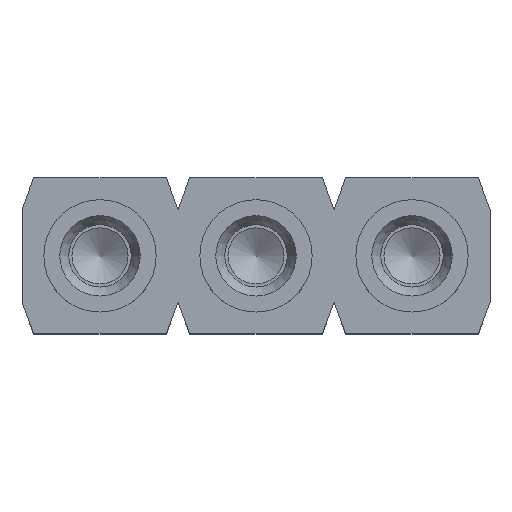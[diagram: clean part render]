
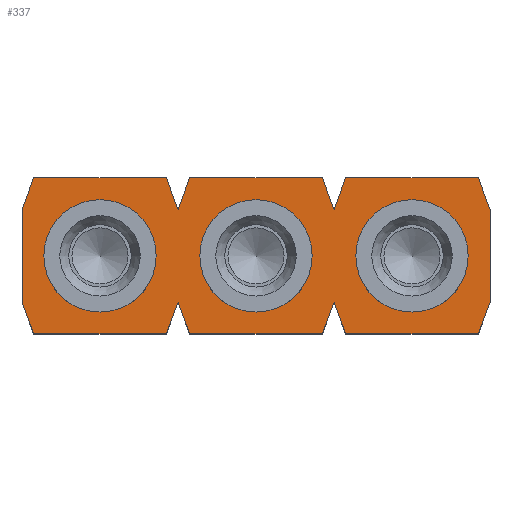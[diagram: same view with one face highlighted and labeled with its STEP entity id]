
A CAD part, top view. The second image highlights one B-rep face of the part: STEP entity #337.
In plain terms, the highlighted planar face has unit normal (0, 0, 1).
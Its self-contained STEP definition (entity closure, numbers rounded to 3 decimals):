
#22 = VERTEX_POINT('',#23);
#23 = CARTESIAN_POINT('',(-3.62,1.27,2.57));
#31 = EDGE_CURVE('',#32,#22,#34,.T.);
#32 = VERTEX_POINT('',#33);
#33 = CARTESIAN_POINT('',(-1.461,1.27,2.57));
#34 = LINE('',#35,#36);
#35 = CARTESIAN_POINT('',(3.81,1.27,2.57));
#36 = VECTOR('',#37,1.);
#37 = DIRECTION('',(-1.,0.,0.));
#62 = VERTEX_POINT('',#63);
#63 = CARTESIAN_POINT('',(-1.08,1.27,2.57));
#71 = EDGE_CURVE('',#72,#62,#74,.T.);
#72 = VERTEX_POINT('',#73);
#73 = CARTESIAN_POINT('',(1.08,1.27,2.57));
#74 = LINE('',#75,#76);
#75 = CARTESIAN_POINT('',(3.81,1.27,2.57));
#76 = VECTOR('',#77,1.);
#77 = DIRECTION('',(-1.,0.,0.));
#102 = VERTEX_POINT('',#103);
#103 = CARTESIAN_POINT('',(1.461,1.27,2.57));
#111 = EDGE_CURVE('',#112,#102,#114,.T.);
#112 = VERTEX_POINT('',#113);
#113 = CARTESIAN_POINT('',(3.62,1.27,2.57));
#114 = LINE('',#115,#116);
#115 = CARTESIAN_POINT('',(3.81,1.27,2.57));
#116 = VECTOR('',#117,1.);
#117 = DIRECTION('',(-1.,0.,0.));
#142 = VERTEX_POINT('',#143);
#143 = CARTESIAN_POINT('',(-3.81,0.762,2.57));
#160 = VERTEX_POINT('',#161);
#161 = CARTESIAN_POINT('',(-3.81,-0.762,2.57));
#167 = EDGE_CURVE('',#142,#160,#168,.T.);
#168 = LINE('',#169,#170);
#169 = CARTESIAN_POINT('',(-3.81,1.27,2.57));
#170 = VECTOR('',#171,1.);
#171 = DIRECTION('',(0.,-1.,0.));
#182 = VERTEX_POINT('',#183);
#183 = CARTESIAN_POINT('',(3.62,-1.27,2.57));
#191 = EDGE_CURVE('',#192,#182,#194,.T.);
#192 = VERTEX_POINT('',#193);
#193 = CARTESIAN_POINT('',(1.461,-1.27,2.57));
#194 = LINE('',#195,#196);
#195 = CARTESIAN_POINT('',(-3.81,-1.27,2.57));
#196 = VECTOR('',#197,1.);
#197 = DIRECTION('',(1.,0.,0.));
#222 = VERTEX_POINT('',#223);
#223 = CARTESIAN_POINT('',(1.08,-1.27,2.57));
#231 = EDGE_CURVE('',#232,#222,#234,.T.);
#232 = VERTEX_POINT('',#233);
#233 = CARTESIAN_POINT('',(-1.08,-1.27,2.57));
#234 = LINE('',#235,#236);
#235 = CARTESIAN_POINT('',(-3.81,-1.27,2.57));
#236 = VECTOR('',#237,1.);
#237 = DIRECTION('',(1.,0.,0.));
#262 = VERTEX_POINT('',#263);
#263 = CARTESIAN_POINT('',(-1.461,-1.27,2.57));
#271 = EDGE_CURVE('',#272,#262,#274,.T.);
#272 = VERTEX_POINT('',#273);
#273 = CARTESIAN_POINT('',(-3.62,-1.27,2.57));
#274 = LINE('',#275,#276);
#275 = CARTESIAN_POINT('',(-3.81,-1.27,2.57));
#276 = VECTOR('',#277,1.);
#277 = DIRECTION('',(1.,0.,0.));
#302 = VERTEX_POINT('',#303);
#303 = CARTESIAN_POINT('',(3.81,0.762,2.57));
#311 = EDGE_CURVE('',#312,#302,#314,.T.);
#312 = VERTEX_POINT('',#313);
#313 = CARTESIAN_POINT('',(3.81,-0.762,2.57));
#314 = LINE('',#315,#316);
#315 = CARTESIAN_POINT('',(3.81,-1.27,2.57));
#316 = VECTOR('',#317,1.);
#317 = DIRECTION('',(0.,1.,0.));
#337 = ADVANCED_FACE('',(#338,#349,#360,#371),#461,.T.);
#338 = FACE_BOUND('',#339,.T.);
#339 = EDGE_LOOP('',(#340));
#340 = ORIENTED_EDGE('',*,*,#341,.F.);
#341 = EDGE_CURVE('',#342,#342,#344,.T.);
#342 = VERTEX_POINT('',#343);
#343 = CARTESIAN_POINT('',(-1.88,0.,2.57));
#344 = CIRCLE('',#345,0.66);
#345 = AXIS2_PLACEMENT_3D('',#346,#347,#348);
#346 = CARTESIAN_POINT('',(-2.54,0.,2.57));
#347 = DIRECTION('',(0.,0.,1.));
#348 = DIRECTION('',(1.,0.,0.));
#349 = FACE_BOUND('',#350,.T.);
#350 = EDGE_LOOP('',(#351));
#351 = ORIENTED_EDGE('',*,*,#352,.F.);
#352 = EDGE_CURVE('',#353,#353,#355,.T.);
#353 = VERTEX_POINT('',#354);
#354 = CARTESIAN_POINT('',(0.66,0.,2.57));
#355 = CIRCLE('',#356,0.66);
#356 = AXIS2_PLACEMENT_3D('',#357,#358,#359);
#357 = CARTESIAN_POINT('',(0.,0.,2.57));
#358 = DIRECTION('',(0.,0.,1.));
#359 = DIRECTION('',(1.,0.,0.));
#360 = FACE_BOUND('',#361,.T.);
#361 = EDGE_LOOP('',(#362));
#362 = ORIENTED_EDGE('',*,*,#363,.F.);
#363 = EDGE_CURVE('',#364,#364,#366,.T.);
#364 = VERTEX_POINT('',#365);
#365 = CARTESIAN_POINT('',(3.2,0.,2.57));
#366 = CIRCLE('',#367,0.66);
#367 = AXIS2_PLACEMENT_3D('',#368,#369,#370);
#368 = CARTESIAN_POINT('',(2.54,0.,2.57));
#369 = DIRECTION('',(0.,0.,1.));
#370 = DIRECTION('',(1.,0.,0.));
#371 = FACE_BOUND('',#372,.T.);
#372 = EDGE_LOOP('',(#373,#374,#380,#381,#387,#388,#396,#402,#403,#411,
    #417,#418,#424,#425,#431,#432,#440,#446,#447,#455));
#373 = ORIENTED_EDGE('',*,*,#31,.T.);
#374 = ORIENTED_EDGE('',*,*,#375,.T.);
#375 = EDGE_CURVE('',#22,#142,#376,.T.);
#376 = LINE('',#377,#378);
#377 = CARTESIAN_POINT('',(-4.061,0.094,2.57));
#378 = VECTOR('',#379,1.);
#379 = DIRECTION('',(-0.351,-0.936,0.
    ));
#380 = ORIENTED_EDGE('',*,*,#167,.T.);
#381 = ORIENTED_EDGE('',*,*,#382,.T.);
#382 = EDGE_CURVE('',#160,#272,#383,.T.);
#383 = LINE('',#384,#385);
#384 = CARTESIAN_POINT('',(-4.061,-0.094,2.57));
#385 = VECTOR('',#386,1.);
#386 = DIRECTION('',(0.351,-0.936,0.)
  );
#387 = ORIENTED_EDGE('',*,*,#271,.T.);
#388 = ORIENTED_EDGE('',*,*,#389,.T.);
#389 = EDGE_CURVE('',#262,#390,#392,.T.);
#390 = VERTEX_POINT('',#391);
#391 = CARTESIAN_POINT('',(-1.27,-0.762,2.57));
#392 = LINE('',#393,#394);
#393 = CARTESIAN_POINT('',(-1.333,-0.929,2.57));
#394 = VECTOR('',#395,1.);
#395 = DIRECTION('',(0.351,0.936,0.));
#396 = ORIENTED_EDGE('',*,*,#397,.T.);
#397 = EDGE_CURVE('',#390,#232,#398,.T.);
#398 = LINE('',#399,#400);
#399 = CARTESIAN_POINT('',(-1.834,0.741,2.57));
#400 = VECTOR('',#401,1.);
#401 = DIRECTION('',(0.351,-0.936,0.)
  );
#402 = ORIENTED_EDGE('',*,*,#231,.T.);
#403 = ORIENTED_EDGE('',*,*,#404,.T.);
#404 = EDGE_CURVE('',#222,#405,#407,.T.);
#405 = VERTEX_POINT('',#406);
#406 = CARTESIAN_POINT('',(1.27,-0.762,2.57));
#407 = LINE('',#408,#409);
#408 = CARTESIAN_POINT('',(0.894,-1.764,2.57));
#409 = VECTOR('',#410,1.);
#410 = DIRECTION('',(0.351,0.936,0.));
#411 = ORIENTED_EDGE('',*,*,#412,.T.);
#412 = EDGE_CURVE('',#405,#192,#413,.T.);
#413 = LINE('',#414,#415);
#414 = CARTESIAN_POINT('',(0.393,1.576,2.57));
#415 = VECTOR('',#416,1.);
#416 = DIRECTION('',(0.351,-0.936,0.)
  );
#417 = ORIENTED_EDGE('',*,*,#191,.T.);
#418 = ORIENTED_EDGE('',*,*,#419,.T.);
#419 = EDGE_CURVE('',#182,#312,#420,.T.);
#420 = LINE('',#421,#422);
#421 = CARTESIAN_POINT('',(3.121,-2.599,2.57));
#422 = VECTOR('',#423,1.);
#423 = DIRECTION('',(0.351,0.936,0.));
#424 = ORIENTED_EDGE('',*,*,#311,.T.);
#425 = ORIENTED_EDGE('',*,*,#426,.T.);
#426 = EDGE_CURVE('',#302,#112,#427,.T.);
#427 = LINE('',#428,#429);
#428 = CARTESIAN_POINT('',(3.121,2.599,2.57));
#429 = VECTOR('',#430,1.);
#430 = DIRECTION('',(-0.351,0.936,0.)
  );
#431 = ORIENTED_EDGE('',*,*,#111,.T.);
#432 = ORIENTED_EDGE('',*,*,#433,.T.);
#433 = EDGE_CURVE('',#102,#434,#436,.T.);
#434 = VERTEX_POINT('',#435);
#435 = CARTESIAN_POINT('',(1.27,0.762,2.57));
#436 = LINE('',#437,#438);
#437 = CARTESIAN_POINT('',(0.393,-1.576,2.57));
#438 = VECTOR('',#439,1.);
#439 = DIRECTION('',(-0.351,-0.936,0.
    ));
#440 = ORIENTED_EDGE('',*,*,#441,.T.);
#441 = EDGE_CURVE('',#434,#72,#442,.T.);
#442 = LINE('',#443,#444);
#443 = CARTESIAN_POINT('',(0.894,1.764,2.57));
#444 = VECTOR('',#445,1.);
#445 = DIRECTION('',(-0.351,0.936,0.)
  );
#446 = ORIENTED_EDGE('',*,*,#71,.T.);
#447 = ORIENTED_EDGE('',*,*,#448,.T.);
#448 = EDGE_CURVE('',#62,#449,#451,.T.);
#449 = VERTEX_POINT('',#450);
#450 = CARTESIAN_POINT('',(-1.27,0.762,2.57));
#451 = LINE('',#452,#453);
#452 = CARTESIAN_POINT('',(-1.834,-0.741,2.57));
#453 = VECTOR('',#454,1.);
#454 = DIRECTION('',(-0.351,-0.936,0.
    ));
#455 = ORIENTED_EDGE('',*,*,#456,.T.);
#456 = EDGE_CURVE('',#449,#32,#457,.T.);
#457 = LINE('',#458,#459);
#458 = CARTESIAN_POINT('',(-1.333,0.929,2.57));
#459 = VECTOR('',#460,1.);
#460 = DIRECTION('',(-0.351,0.936,0.)
  );
#461 = PLANE('',#462);
#462 = AXIS2_PLACEMENT_3D('',#463,#464,#465);
#463 = CARTESIAN_POINT('',(-3.81,0.,2.57));
#464 = DIRECTION('',(0.,0.,1.));
#465 = DIRECTION('',(0.,-1.,0.));
